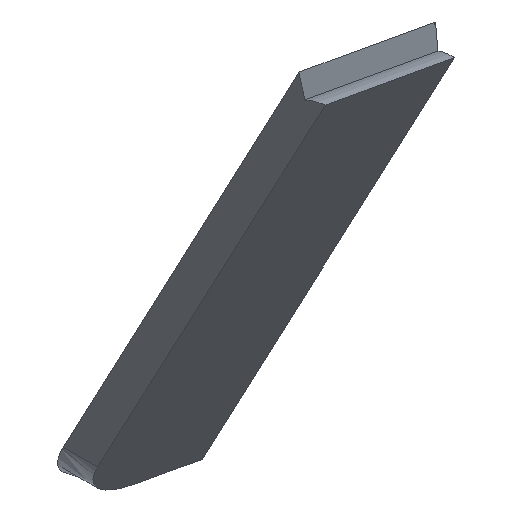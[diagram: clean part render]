
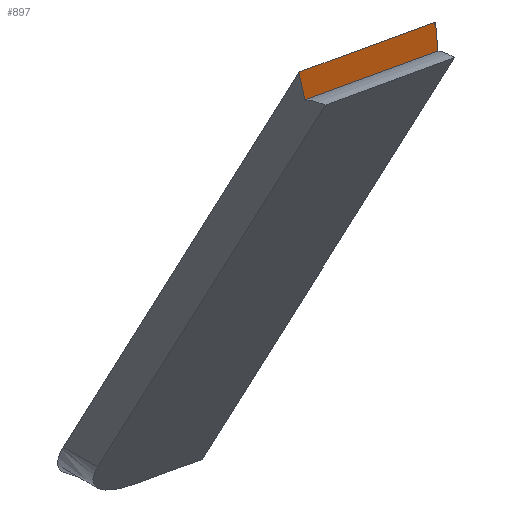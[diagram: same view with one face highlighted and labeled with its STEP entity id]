
A CAD part, left-side view. The second image highlights one B-rep face of the part: STEP entity #897.
In plain terms, the highlighted planar face has unit normal (-0.759, -0.527, -0.382).
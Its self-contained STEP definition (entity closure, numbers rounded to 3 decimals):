
#117 = PLANE('',#118);
#118 = AXIS2_PLACEMENT_3D('',#119,#120,#121);
#119 = CARTESIAN_POINT('',(-16.441,-16.077,
    -14.379));
#120 = DIRECTION('',(-0.432,0.847,-0.311));
#121 = DIRECTION('',(0.286,0.455,0.843));
#167 = PLANE('',#168);
#168 = AXIS2_PLACEMENT_3D('',#169,#170,#171);
#169 = CARTESIAN_POINT('',(-11.068,-1.619,
    5.174));
#170 = DIRECTION('',(0.286,0.455,0.843));
#171 = DIRECTION('',(0.432,-0.847,0.311));
#283 = PLANE('',#284);
#284 = AXIS2_PLACEMENT_3D('',#285,#286,#287);
#285 = CARTESIAN_POINT('',(21.8,8.974,
    -11.691));
#286 = DIRECTION('',(-0.481,0.739,-0.472));
#287 = DIRECTION('',(0.194,0.615,0.764));
#311 = CYLINDRICAL_SURFACE('',#312,2.43);
#312 = AXIS2_PLACEMENT_3D('',#313,#314,#315);
#313 = CARTESIAN_POINT('',(-43.269,63.531,
    -22.175));
#314 = DIRECTION('',(0.432,-0.847,0.311));
#315 = DIRECTION('',(-0.286,-0.455,-0.843));
#450 = VERTEX_POINT('',#451);
#451 = CARTESIAN_POINT('',(-10.571,-1.458,4.919)
  );
#472 = EDGE_CURVE('',#473,#450,#475,.T.);
#473 = VERTEX_POINT('',#474);
#474 = CARTESIAN_POINT('',(-10.139,-1.601,
    4.256));
#475 = SURFACE_CURVE('',#476,(#480,#487),.PCURVE_S1.);
#476 = LINE('',#477,#478);
#477 = CARTESIAN_POINT('',(-10.139,-1.601,
    4.256));
#478 = VECTOR('',#479,1.);
#479 = DIRECTION('',(-0.538,0.177,0.824));
#480 = PCURVE('',#283,#481);
#481 = DEFINITIONAL_REPRESENTATION('',(#482),#486);
#482 = LINE('',#483,#484);
#483 = CARTESIAN_POINT('',(-0.509,-37.229));
#484 = VECTOR('',#485,1.);
#485 = DIRECTION('',(0.635,-0.773));
#486 = ( GEOMETRIC_REPRESENTATION_CONTEXT(2) 
PARAMETRIC_REPRESENTATION_CONTEXT() REPRESENTATION_CONTEXT('2D SPACE',''
  ) );
#487 = PCURVE('',#488,#493);
#488 = PLANE('',#489);
#489 = AXIS2_PLACEMENT_3D('',#490,#491,#492);
#490 = CARTESIAN_POINT('',(-43.707,64.154,
    -19.867));
#491 = DIRECTION('',(0.759,0.528,0.382));
#492 = DIRECTION('',(-0.544,0.191,0.817));
#493 = DEFINITIONAL_REPRESENTATION('',(#494),#498);
#494 = LINE('',#495,#496);
#495 = CARTESIAN_POINT('',(-11.075,76.875));
#496 = VECTOR('',#497,1.);
#497 = DIRECTION('',(1.,0.016));
#498 = ( GEOMETRIC_REPRESENTATION_CONTEXT(2) 
PARAMETRIC_REPRESENTATION_CONTEXT() REPRESENTATION_CONTEXT('2D SPACE',''
  ) );
#642 = EDGE_CURVE('',#643,#450,#645,.T.);
#643 = VERTEX_POINT('',#644);
#644 = CARTESIAN_POINT('',(-8.909,-4.714,
    6.113));
#645 = SURFACE_CURVE('',#646,(#650,#657),.PCURVE_S1.);
#646 = LINE('',#647,#648);
#647 = CARTESIAN_POINT('',(-8.909,-4.714,
    6.113));
#648 = VECTOR('',#649,1.);
#649 = DIRECTION('',(-0.432,0.847,-0.311));
#650 = PCURVE('',#167,#651);
#651 = DEFINITIONAL_REPRESENTATION('',(#652),#656);
#652 = LINE('',#653,#654);
#653 = CARTESIAN_POINT('',(3.846,0.582));
#654 = VECTOR('',#655,1.);
#655 = DIRECTION('',(-1.,0.));
#656 = ( GEOMETRIC_REPRESENTATION_CONTEXT(2) 
PARAMETRIC_REPRESENTATION_CONTEXT() REPRESENTATION_CONTEXT('2D SPACE',''
  ) );
#657 = PCURVE('',#488,#658);
#658 = DEFINITIONAL_REPRESENTATION('',(#659),#663);
#659 = LINE('',#660,#661);
#660 = CARTESIAN_POINT('',(-10.819,80.695));
#661 = VECTOR('',#662,1.);
#662 = DIRECTION('',(0.143,-0.99));
#663 = ( GEOMETRIC_REPRESENTATION_CONTEXT(2) 
PARAMETRIC_REPRESENTATION_CONTEXT() REPRESENTATION_CONTEXT('2D SPACE',''
  ) );
#778 = VERTEX_POINT('',#779);
#779 = CARTESIAN_POINT('',(-8.52,-4.77,5.419
    ));
#827 = EDGE_CURVE('',#778,#643,#828,.T.);
#828 = SURFACE_CURVE('',#829,(#833,#840),.PCURVE_S1.);
#829 = LINE('',#830,#831);
#830 = CARTESIAN_POINT('',(-8.52,-4.77,
    5.419));
#831 = VECTOR('',#832,1.);
#832 = DIRECTION('',(-0.487,0.071,0.87)
  );
#833 = PCURVE('',#117,#834);
#834 = DEFINITIONAL_REPRESENTATION('',(#835),#839);
#835 = LINE('',#836,#837);
#836 = CARTESIAN_POINT('',(24.106,1.203));
#837 = VECTOR('',#838,1.);
#838 = DIRECTION('',(0.627,-0.779));
#839 = ( GEOMETRIC_REPRESENTATION_CONTEXT(2) 
PARAMETRIC_REPRESENTATION_CONTEXT() REPRESENTATION_CONTEXT('2D SPACE',''
  ) );
#840 = PCURVE('',#488,#841);
#841 = DEFINITIONAL_REPRESENTATION('',(#842),#846);
#842 = LINE('',#843,#844);
#843 = CARTESIAN_POINT('',(-11.609,80.581));
#844 = VECTOR('',#845,1.);
#845 = DIRECTION('',(0.99,0.143));
#846 = ( GEOMETRIC_REPRESENTATION_CONTEXT(2) 
PARAMETRIC_REPRESENTATION_CONTEXT() REPRESENTATION_CONTEXT('2D SPACE',''
  ) );
#854 = EDGE_CURVE('',#473,#778,#855,.T.);
#855 = SURFACE_CURVE('',#856,(#860,#889),.PCURVE_S1.);
#856 = LINE('',#857,#858);
#857 = CARTESIAN_POINT('',(-10.139,-1.601,
    4.256));
#858 = VECTOR('',#859,1.);
#859 = DIRECTION('',(0.432,-0.847,0.311));
#860 = PCURVE('',#311,#861);
#861 = DEFINITIONAL_REPRESENTATION('',(#862),#888);
#862 = B_SPLINE_CURVE_WITH_KNOTS('',3,(#863,#864,#865,#866,#867,#868,
    #869,#870,#871,#872,#873,#874,#875,#876,#877,#878,#879,#880,#881,
    #882,#883,#884,#885,#886,#887),.UNSPECIFIED.,.F.,.F.,(4,1,1,1,1,1,1,
    1,1,1,1,1,1,1,1,1,1,1,1,1,1,1,4),(-0.,0.17,0.34,
    0.511,0.681,0.851,1.021,
    1.191,1.361,1.532,1.702,
    1.872,2.042,2.212,2.382,
    2.553,2.723,2.893,3.063,
    3.233,3.403,3.574,3.744),
  .QUASI_UNIFORM_KNOTS.);
#863 = CARTESIAN_POINT('',(3.665,77.669));
#864 = CARTESIAN_POINT('',(3.665,77.726));
#865 = CARTESIAN_POINT('',(3.665,77.839));
#866 = CARTESIAN_POINT('',(3.665,78.009));
#867 = CARTESIAN_POINT('',(3.665,78.18));
#868 = CARTESIAN_POINT('',(3.665,78.35));
#869 = CARTESIAN_POINT('',(3.665,78.52));
#870 = CARTESIAN_POINT('',(3.665,78.69));
#871 = CARTESIAN_POINT('',(3.665,78.86));
#872 = CARTESIAN_POINT('',(3.665,79.03));
#873 = CARTESIAN_POINT('',(3.665,79.201));
#874 = CARTESIAN_POINT('',(3.665,79.371));
#875 = CARTESIAN_POINT('',(3.665,79.541));
#876 = CARTESIAN_POINT('',(3.665,79.711));
#877 = CARTESIAN_POINT('',(3.665,79.881));
#878 = CARTESIAN_POINT('',(3.665,80.052));
#879 = CARTESIAN_POINT('',(3.665,80.222));
#880 = CARTESIAN_POINT('',(3.665,80.392));
#881 = CARTESIAN_POINT('',(3.665,80.562));
#882 = CARTESIAN_POINT('',(3.665,80.732));
#883 = CARTESIAN_POINT('',(3.665,80.902));
#884 = CARTESIAN_POINT('',(3.665,81.073));
#885 = CARTESIAN_POINT('',(3.665,81.243));
#886 = CARTESIAN_POINT('',(3.665,81.356));
#887 = CARTESIAN_POINT('',(3.665,81.413));
#888 = ( GEOMETRIC_REPRESENTATION_CONTEXT(2) 
PARAMETRIC_REPRESENTATION_CONTEXT() REPRESENTATION_CONTEXT('2D SPACE',''
  ) );
#889 = PCURVE('',#488,#890);
#890 = DEFINITIONAL_REPRESENTATION('',(#891),#895);
#891 = LINE('',#892,#893);
#892 = CARTESIAN_POINT('',(-11.075,76.875));
#893 = VECTOR('',#894,1.);
#894 = DIRECTION('',(-0.143,0.99));
#895 = ( GEOMETRIC_REPRESENTATION_CONTEXT(2) 
PARAMETRIC_REPRESENTATION_CONTEXT() REPRESENTATION_CONTEXT('2D SPACE',''
  ) );
#897 = ADVANCED_FACE('',(#898),#488,.F.);
#898 = FACE_BOUND('',#899,.F.);
#899 = EDGE_LOOP('',(#900,#901,#902,#903));
#900 = ORIENTED_EDGE('',*,*,#472,.T.);
#901 = ORIENTED_EDGE('',*,*,#642,.F.);
#902 = ORIENTED_EDGE('',*,*,#827,.F.);
#903 = ORIENTED_EDGE('',*,*,#854,.F.);
